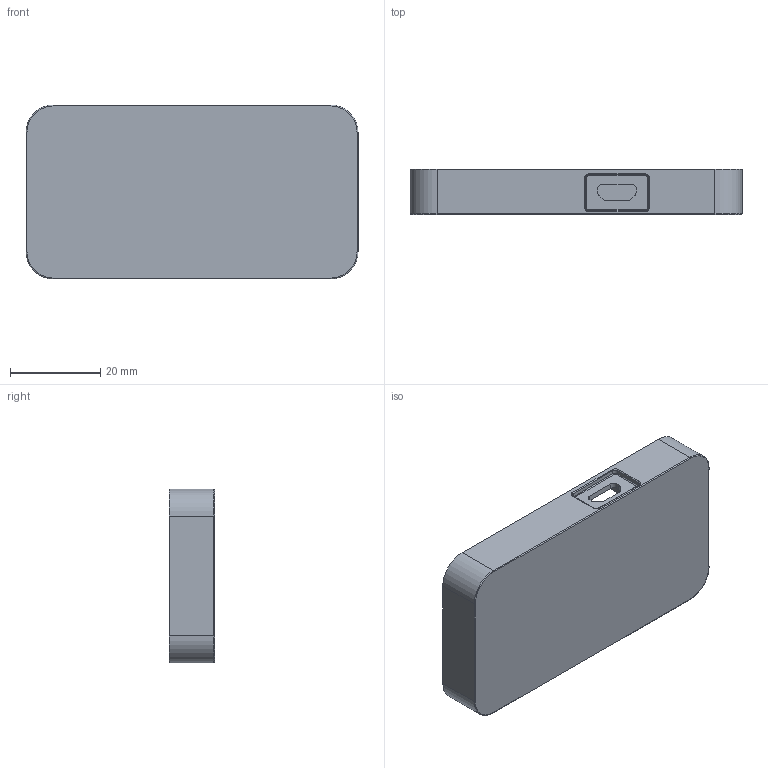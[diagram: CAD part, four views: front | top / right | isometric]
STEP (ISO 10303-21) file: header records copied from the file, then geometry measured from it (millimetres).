
FILE_DESCRIPTION(/* description */ (''),/* implementation_level */ '2;1');
FILE_NAME(/* name */ 'ChatterSync Enclosure Bottom.step',/* time_stamp */ '2023-08-26T20:09:00-07:00',/* author */ (''),/* organization */ (''),/* preprocessor_version */ 'ST-DEVELOPER v20',/* originating_system */ 'Autodesk Translation Framework v12.9.0.99',/* authorisation */ '');
FILE_SCHEMA (('AUTOMOTIVE_DESIGN { 1 0 10303 214 3 1 1 }'));
Length unit declared in the file: millimetre
Products named in the file (1): FusionComponent
Bounding box: 73.5 x 10 x 38.5 mm (x, y, z)
Volume: 10992.5 mm3; surface area: 9409.8 mm2
Topology: 1 solids, 1 shells, 116 faces, 296 edges, 188 vertices
Faces by surface type: plane 60, cylinder 44, torus 12
Full cylindrical faces by diameter (mm): 2.35 x2
Entity records: 3544 total; most frequent: DIRECTION 634, CARTESIAN_POINT 601, ORIENTED_EDGE 592, EDGE_CURVE 296, AXIS2_PLACEMENT_3D 221, LINE 192, VECTOR 192, VERTEX_POINT 188
